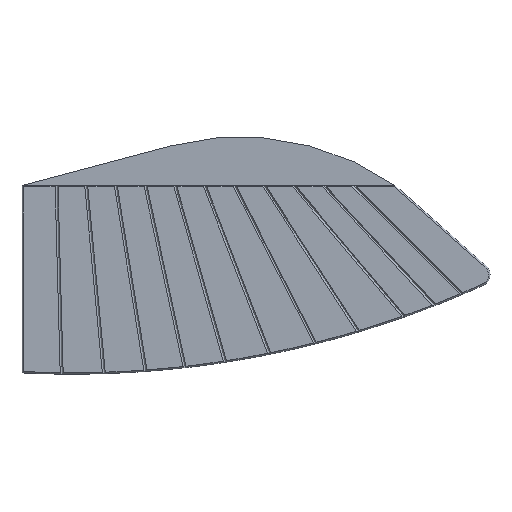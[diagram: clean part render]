
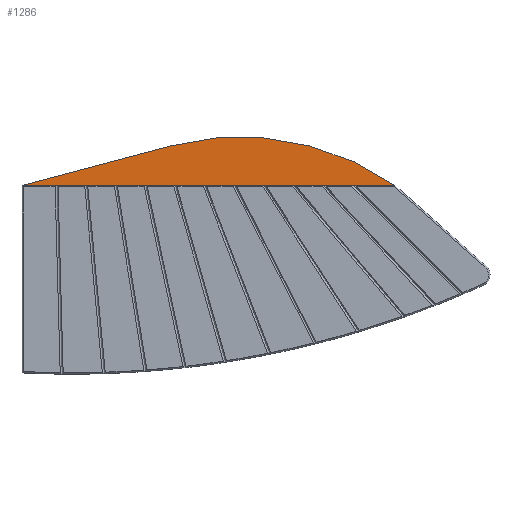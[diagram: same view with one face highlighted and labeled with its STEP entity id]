
A CAD part, top view. The second image highlights one B-rep face of the part: STEP entity #1286.
In plain terms, the highlighted planar face has unit normal (0, 0, 1).
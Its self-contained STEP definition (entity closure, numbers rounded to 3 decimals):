
#67=CIRCLE('',#1420,275.082);
#156=FACE_OUTER_BOUND('',#236,.T.);
#236=EDGE_LOOP('',(#1102,#1103,#1104));
#367=LINE('',#2147,#488);
#368=LINE('',#2150,#489);
#488=VECTOR('',#1735,10.);
#489=VECTOR('',#1738,10.);
#610=VERTEX_POINT('',#2145);
#611=VERTEX_POINT('',#2146);
#612=VERTEX_POINT('',#2148);
#779=EDGE_CURVE('',#610,#611,#367,.T.);
#780=EDGE_CURVE('',#611,#612,#67,.T.);
#781=EDGE_CURVE('',#612,#610,#368,.T.);
#1102=ORIENTED_EDGE('',*,*,#779,.T.);
#1103=ORIENTED_EDGE('',*,*,#780,.T.);
#1104=ORIENTED_EDGE('',*,*,#781,.T.);
#1207=PLANE('',#1419);
#1286=ADVANCED_FACE('',(#156),#1207,.T.);
#1419=AXIS2_PLACEMENT_3D('',#2144,#1733,#1734);
#1420=AXIS2_PLACEMENT_3D('',#2149,#1736,#1737);
#1733=DIRECTION('center_axis',(0.,0.,1.));
#1734=DIRECTION('ref_axis',(1.,0.,0.));
#1735=DIRECTION('',(1.,0.,0.));
#1736=DIRECTION('center_axis',(0.,0.,1.));
#1737=DIRECTION('ref_axis',(0.571,0.821,0.));
#1738=DIRECTION('',(-0.966,-0.258,0.));
#2144=CARTESIAN_POINT('Origin',(189.,24.644,3.75));
#2145=CARTESIAN_POINT('',(0.,0.,3.75));
#2146=CARTESIAN_POINT('',(378.,0.,3.75));
#2147=CARTESIAN_POINT('',(0.,0.,3.75));
#2148=CARTESIAN_POINT('',(150.,40.,3.75));
#2149=CARTESIAN_POINT('Origin',(220.878,-225.794,3.75));
#2150=CARTESIAN_POINT('',(0.,0.,3.75));
